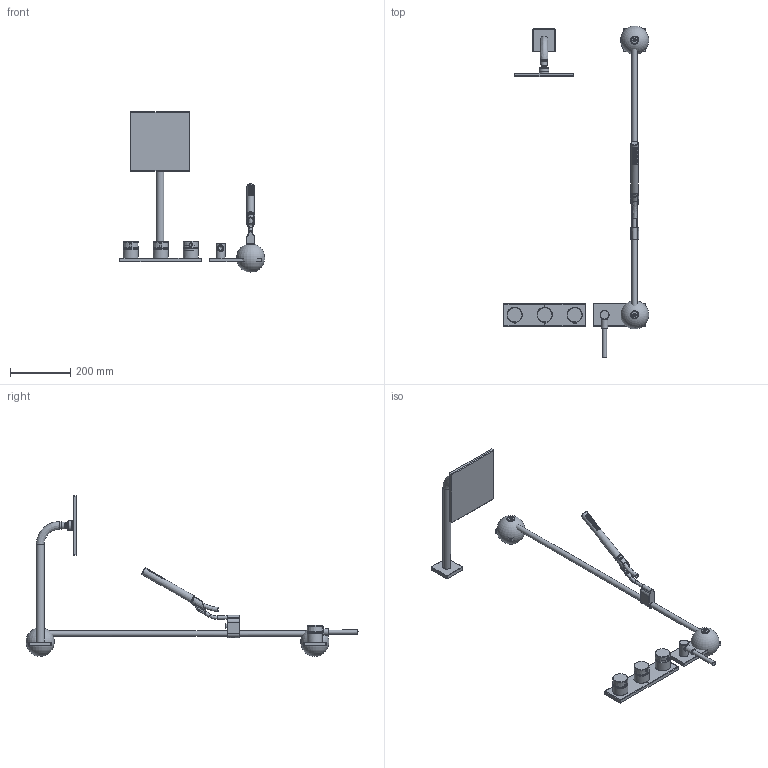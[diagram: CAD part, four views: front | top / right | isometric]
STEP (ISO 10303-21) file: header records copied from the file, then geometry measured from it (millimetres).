
FILE_DESCRIPTION (( 'STEP AP203' ), '1' );
FILE_NAME ('2271+44870161.STEP', '2017-03-09T05:45:55', ( '' ), ( '' ), 'SwSTEP 2.0', 'SolidWorks 2016', '' );
FILE_SCHEMA (( 'CONFIG_CONTROL_DESIGN' ));
Length unit declared in the file: millimetre
Products named in the file (1): 2271+44870161
Bounding box: 483.7 x 1105.72 x 535.73 mm (x, y, z)
Volume: 1694226 mm3; surface area: 464151.5 mm2
Topology: 13 solids, 13 shells, 407 faces, 847 edges, 542 vertices
Faces by surface type: bspline 146, cylinder 139, plane 78, torus 18, cone 18, sphere 8
Full cylindrical faces by diameter (mm): 11.5 x2, 14 x1, 15 x1, 17.2 x1, 18 x3, 20.96 x1, 21 x2, 22.8 x1, 25 x1, 26 x3, 27 x2, 30 x1, 31.6 x1, 32 x1, 46 x2, 48.4 x1, 49 x2, 50 x3
Entity records: 21649 total; most frequent: CARTESIAN_POINT 14660, ORIENTED_EDGE 1482, DIRECTION 998, EDGE_CURVE 741, EDGE_LOOP 555, VERTEX_POINT 508, FACE_OUTER_BOUND 458, AXIS2_PLACEMENT_3D 428
